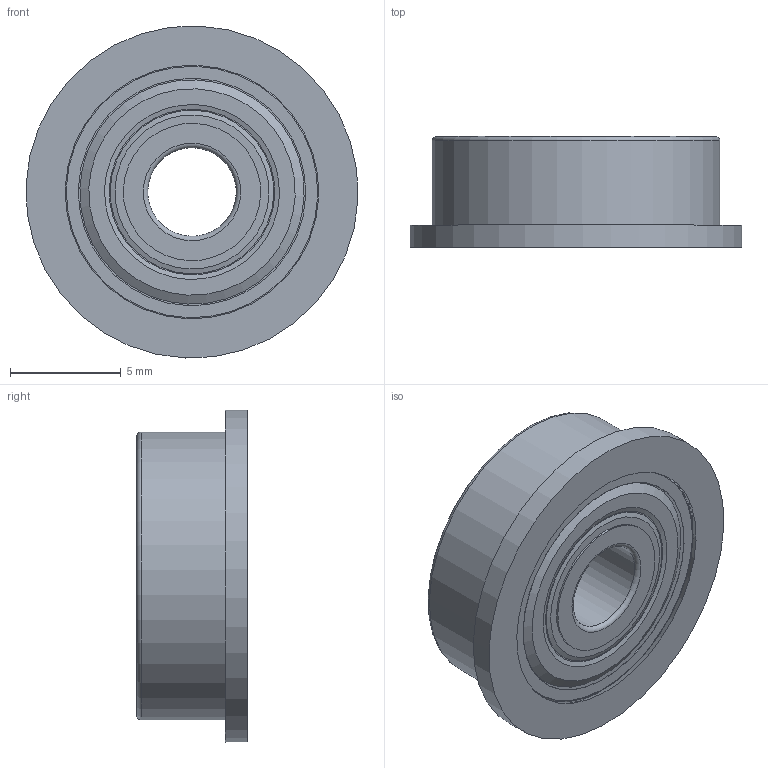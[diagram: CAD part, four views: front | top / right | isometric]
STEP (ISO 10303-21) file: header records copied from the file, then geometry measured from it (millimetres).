
FILE_DESCRIPTION(/* description */ (''),/* implementation_level */ '2;1');
FILE_NAME(/* name */ 'F624ZZ.step',/* time_stamp */ '2025-07-03T10:19:54+08:00',/* author */ (''),/* organization */ (''),/* preprocessor_version */ 'ST-DEVELOPER v20.1',/* originating_system */ 'Autodesk Translation Framework v14.10.0.0',/* authorisation */ '');
FILE_SCHEMA (('AUTOMOTIVE_DESIGN { 1 0 10303 214 3 1 1 }'));
Length unit declared in the file: millimetre
Products named in the file (3): ROBOT; pleuel1; F624ZZ
Assembly tree (2 placements, depth 3):
  ROBOT
    pleuel1
      F624ZZ
Bounding box: 14.99 x 5 x 14.99 mm (x, y, z)
Volume: 298.4 mm3; surface area: 1198.1 mm2
Topology: 1 solids, 1 shells, 61 faces, 103 edges, 67 vertices
Faces by surface type: plane 25, cone 18, cylinder 11, torus 7
Full cylindrical faces by diameter (mm): 4 x1, 6.2 x4, 7.78 x2, 10.267 x2, 13 x1, 15 x1
Entity records: 1562 total; most frequent: DIRECTION 309, CARTESIAN_POINT 236, ORIENTED_EDGE 206, AXIS2_PLACEMENT_3D 140, EDGE_CURVE 103, EDGE_LOOP 86, CIRCLE 74, VERTEX_POINT 67
